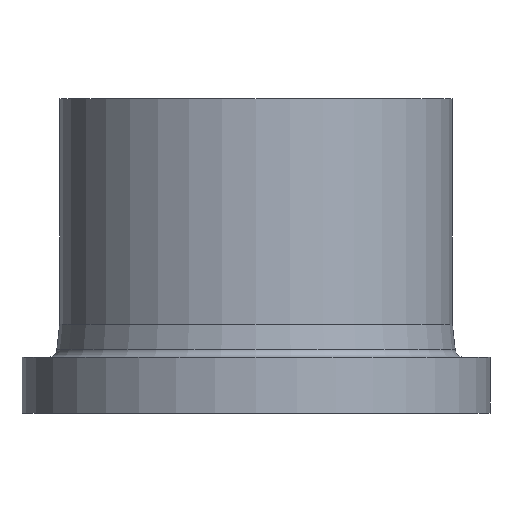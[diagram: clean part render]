
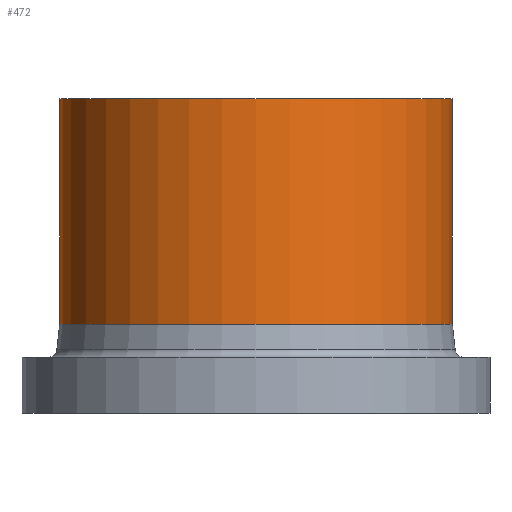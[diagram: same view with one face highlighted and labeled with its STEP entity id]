
A CAD part, front view. The second image highlights one B-rep face of the part: STEP entity #472.
In plain terms, the highlighted cylindrical face has radius 112.5 mm (diameter 225 mm), a partial arc.
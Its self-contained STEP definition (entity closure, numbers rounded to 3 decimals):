
#5 = VERTEX_POINT ( 'NONE', #375 ) ;
#38 = AXIS2_PLACEMENT_3D ( 'NONE', #341, #459, #122 ) ;
#41 = LINE ( 'NONE', #460, #248 ) ;
#45 = CARTESIAN_POINT ( 'NONE',  ( 112.5, 0., 180. ) ) ;
#47 = ORIENTED_EDGE ( 'NONE', *, *, #159, .T. ) ;
#70 = ORIENTED_EDGE ( 'NONE', *, *, #280, .F. ) ;
#75 = EDGE_CURVE ( 'NONE', #385, #474, #41, .T. ) ;
#84 = DIRECTION ( 'NONE',  ( 0., 0., -1. ) ) ;
#96 = LINE ( 'NONE', #372, #305 ) ;
#115 = ORIENTED_EDGE ( 'NONE', *, *, #75, .F. ) ;
#116 = CARTESIAN_POINT ( 'NONE',  ( 112.5, 0., 51. ) ) ;
#122 = DIRECTION ( 'NONE',  ( -1., 0., 0. ) ) ;
#127 = DIRECTION ( 'NONE',  ( 0., 0., -1. ) ) ;
#145 = DIRECTION ( 'NONE',  ( -1., 0., 0. ) ) ;
#146 = VERTEX_POINT ( 'NONE', #302 ) ;
#159 = EDGE_CURVE ( 'NONE', #5, #146, #96, .T. ) ;
#177 = CARTESIAN_POINT ( 'NONE',  ( 0., 0., 51. ) ) ;
#182 = DIRECTION ( 'NONE',  ( 0., 0., -1. ) ) ;
#217 = ORIENTED_EDGE ( 'NONE', *, *, #268, .T. ) ;
#218 = DIRECTION ( 'NONE',  ( 0., 0., -1. ) ) ;
#248 = VECTOR ( 'NONE', #84, 1000. ) ;
#250 = CIRCLE ( 'NONE', #392, 112.5 ) ;
#268 = EDGE_CURVE ( 'NONE', #385, #5, #250, .T. ) ;
#280 = EDGE_CURVE ( 'NONE', #474, #146, #296, .T. ) ;
#296 = CIRCLE ( 'NONE', #354, 112.5 ) ;
#302 = CARTESIAN_POINT ( 'NONE',  ( -112.5, 0., 51. ) ) ;
#305 = VECTOR ( 'NONE', #127, 1000. ) ;
#341 = CARTESIAN_POINT ( 'NONE',  ( 0., 0., 0. ) ) ;
#354 = AXIS2_PLACEMENT_3D ( 'NONE', #177, #182, #145 ) ;
#362 = DIRECTION ( 'NONE',  ( -1., 0., 0. ) ) ;
#372 = CARTESIAN_POINT ( 'NONE',  ( -112.5, 0., 0. ) ) ;
#375 = CARTESIAN_POINT ( 'NONE',  ( -112.5, 0., 180. ) ) ;
#385 = VERTEX_POINT ( 'NONE', #45 ) ;
#392 = AXIS2_PLACEMENT_3D ( 'NONE', #477, #218, #362 ) ;
#411 = EDGE_LOOP ( 'NONE', ( #115, #217, #47, #70 ) ) ;
#417 = CYLINDRICAL_SURFACE ( 'NONE', #38, 112.5 ) ;
#459 = DIRECTION ( 'NONE',  ( 0., 0., -1. ) ) ;
#460 = CARTESIAN_POINT ( 'NONE',  ( 112.5, 0., 0. ) ) ;
#472 = ADVANCED_FACE ( 'NONE', ( #479 ), #417, .T. ) ;
#474 = VERTEX_POINT ( 'NONE', #116 ) ;
#477 = CARTESIAN_POINT ( 'NONE',  ( 0., 0., 180. ) ) ;
#479 = FACE_OUTER_BOUND ( 'NONE', #411, .T. ) ;
